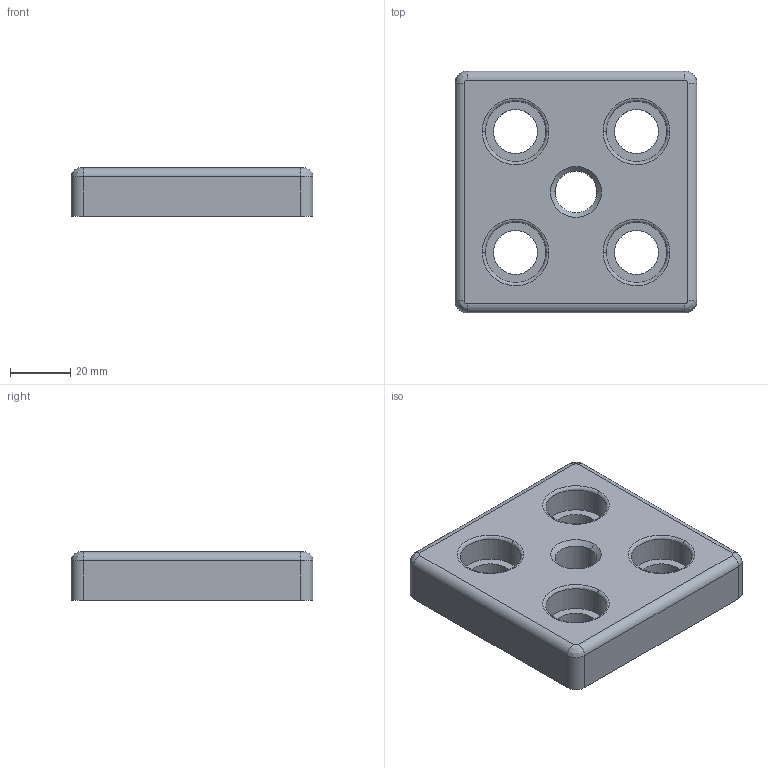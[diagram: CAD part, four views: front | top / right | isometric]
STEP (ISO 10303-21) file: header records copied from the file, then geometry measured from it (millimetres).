
FILE_DESCRIPTION (( 'STEP AP214' ), '1' );
FILE_NAME ('093t80801612r.STEP', '2014-09-05T12:42:07', ( '' ), ( '' ), 'SwSTEP 2.0', 'SolidWorks 2014', '' );
FILE_SCHEMA (( 'AUTOMOTIVE_DESIGN' ));
Length unit declared in the file: millimetre
Products named in the file (1): 093t80801612r
Bounding box: 80 x 80 x 16 mm (x, y, z)
Volume: 58790.5 mm3; surface area: 27143 mm2
Topology: 1 solids, 1 shells, 312 faces, 730 edges, 421 vertices
Faces by surface type: cylinder 135, bspline 120, plane 55, cone 2
Entity records: 15069 total; most frequent: CARTESIAN_POINT 4814, DIRECTION 1481, ORIENTED_EDGE 1420, EDGE_CURVE 710, AXIS2_PLACEMENT_3D 624, CIRCLE 431, VERTEX_POINT 421, EDGE_LOOP 343
